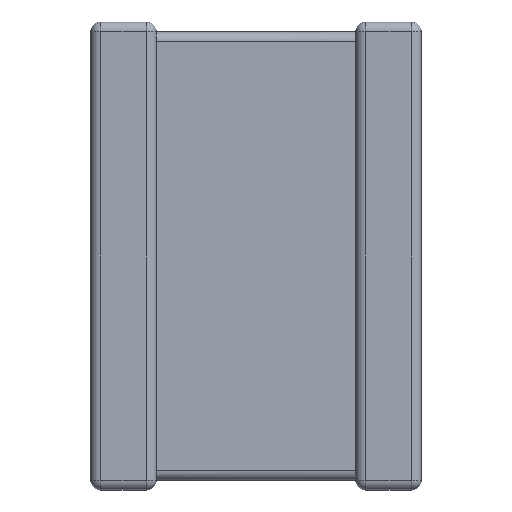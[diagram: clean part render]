
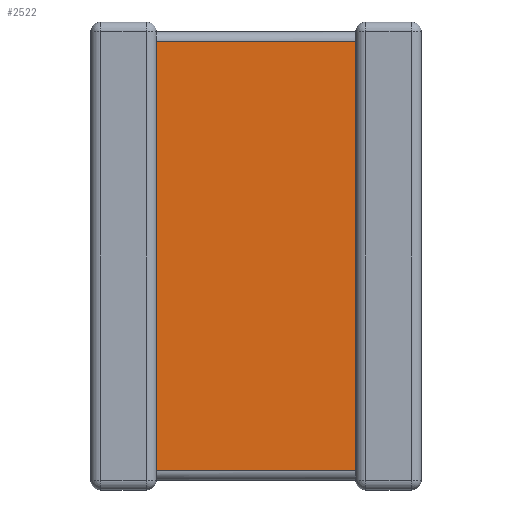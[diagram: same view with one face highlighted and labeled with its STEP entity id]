
A CAD part, front view. The second image highlights one B-rep face of the part: STEP entity #2522.
In plain terms, the highlighted planar face has unit normal (0, -1, 0).
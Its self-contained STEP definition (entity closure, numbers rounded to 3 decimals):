
#79 = VECTOR ( 'NONE', #4575, 1000. ) ;
#104 = EDGE_LOOP ( 'NONE', ( #3549, #2786, #572, #1166 ) ) ;
#317 = DIRECTION ( 'NONE',  ( 0., 0., 1. ) ) ;
#503 = CARTESIAN_POINT ( 'NONE',  ( 0.95, 0.141, -0.283 ) ) ;
#572 = ORIENTED_EDGE ( 'NONE', *, *, #1661, .T. ) ;
#643 = FACE_OUTER_BOUND ( 'NONE', #104, .T. ) ;
#1050 = PLANE ( 'NONE',  #4478 ) ;
#1069 = CARTESIAN_POINT ( 'NONE',  ( 3.85, 0.141, -6.8 ) ) ;
#1090 = VECTOR ( 'NONE', #4439, 1000. ) ;
#1166 = ORIENTED_EDGE ( 'NONE', *, *, #3515, .T. ) ;
#1318 = DIRECTION ( 'NONE',  ( 0., 0., -1. ) ) ;
#1320 = DIRECTION ( 'NONE',  ( -1., 0., 0. ) ) ;
#1338 = CARTESIAN_POINT ( 'NONE',  ( 3.85, 0.141, -6.517 ) ) ;
#1562 = EDGE_CURVE ( 'NONE', #3294, #2295, #4646, .T. ) ;
#1661 = EDGE_CURVE ( 'NONE', #2295, #2283, #2493, .T. ) ;
#1807 = CARTESIAN_POINT ( 'NONE',  ( 3.85, 0.141, -0.283 ) ) ;
#1932 = VECTOR ( 'NONE', #317, 1000. ) ;
#2283 = VERTEX_POINT ( 'NONE', #1807 ) ;
#2295 = VERTEX_POINT ( 'NONE', #4760 ) ;
#2338 = CARTESIAN_POINT ( 'NONE',  ( 0.95, 0.141, -0.283 ) ) ;
#2493 = LINE ( 'NONE', #1069, #1932 ) ;
#2522 = ADVANCED_FACE ( 'NONE', ( #643 ), #1050, .T. ) ;
#2640 = VECTOR ( 'NONE', #1320, 1000. ) ;
#2673 = CARTESIAN_POINT ( 'NONE',  ( 0.95, 0.141, -6.517 ) ) ;
#2786 = ORIENTED_EDGE ( 'NONE', *, *, #1562, .T. ) ;
#2815 = DIRECTION ( 'NONE',  ( 0., -1., 0. ) ) ;
#2967 = CARTESIAN_POINT ( 'NONE',  ( 0.95, 0.141, -6.8 ) ) ;
#3294 = VERTEX_POINT ( 'NONE', #2673 ) ;
#3300 = LINE ( 'NONE', #2967, #1090 ) ;
#3398 = EDGE_CURVE ( 'NONE', #3294, #3656, #3300, .T. ) ;
#3515 = EDGE_CURVE ( 'NONE', #2283, #3656, #4627, .T. ) ;
#3549 = ORIENTED_EDGE ( 'NONE', *, *, #3398, .F. ) ;
#3656 = VERTEX_POINT ( 'NONE', #2338 ) ;
#3943 = CARTESIAN_POINT ( 'NONE',  ( 0.95, 0.141, -6.8 ) ) ;
#4439 = DIRECTION ( 'NONE',  ( 0., 0., 1. ) ) ;
#4478 = AXIS2_PLACEMENT_3D ( 'NONE', #3943, #2815, #1318 ) ;
#4575 = DIRECTION ( 'NONE',  ( 1., 0., 0. ) ) ;
#4627 = LINE ( 'NONE', #503, #2640 ) ;
#4646 = LINE ( 'NONE', #1338, #79 ) ;
#4760 = CARTESIAN_POINT ( 'NONE',  ( 3.85, 0.141, -6.517 ) ) ;
